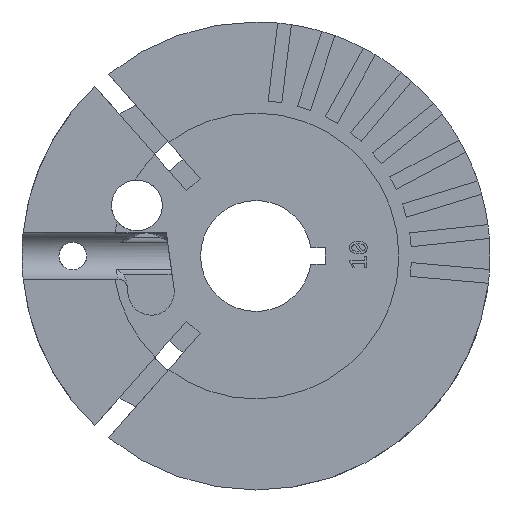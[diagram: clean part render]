
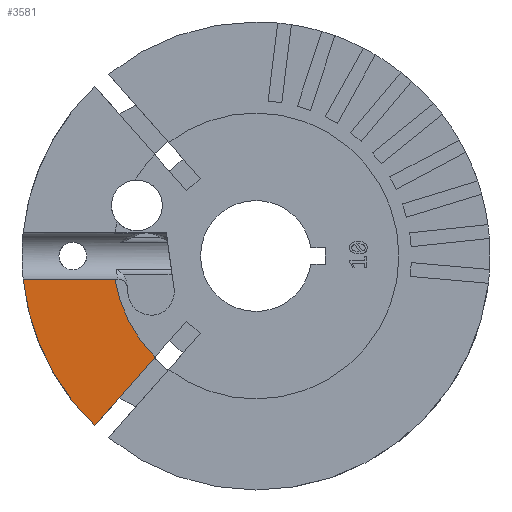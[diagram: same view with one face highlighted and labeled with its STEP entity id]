
A CAD part, left-side view. The second image highlights one B-rep face of the part: STEP entity #3581.
In plain terms, the highlighted planar face has unit normal (-1, 0, 0).
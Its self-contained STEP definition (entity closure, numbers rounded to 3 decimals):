
#35 = ORIENTED_EDGE ( 'NONE', *, *, #5566, .T. ) ;
#82 = AXIS2_PLACEMENT_3D ( 'NONE', #3119, #2809, #4841 ) ;
#442 = DIRECTION ( 'NONE',  ( 0., 1., 0. ) ) ;
#802 = CARTESIAN_POINT ( 'NONE',  ( 1.6, 17.444, -18.359 ) ) ;
#844 = CIRCLE ( 'NONE', #1388, 15.475 ) ;
#910 = DIRECTION ( 'NONE',  ( -1., 0., 0. ) ) ;
#1047 = CARTESIAN_POINT ( 'NONE',  ( 1.6, 25.201, -2.5 ) ) ;
#1048 = FACE_OUTER_BOUND ( 'NONE', #4509, .T. ) ;
#1111 = ORIENTED_EDGE ( 'NONE', *, *, #6686, .T. ) ;
#1276 = PLANE ( 'NONE',  #82 ) ;
#1388 = AXIS2_PLACEMENT_3D ( 'NONE', #5559, #910, #2986 ) ;
#1522 = DIRECTION ( 'NONE',  ( 0., -0.66, 0.752 ) ) ;
#1787 = CIRCLE ( 'NONE', #2328, 25.325 ) ;
#2065 = EDGE_CURVE ( 'NONE', #6484, #2963, #844, .T. ) ;
#2164 = VECTOR ( 'NONE', #1522, 1000. ) ;
#2328 = AXIS2_PLACEMENT_3D ( 'NONE', #5617, #4665, #5248 ) ;
#2809 = DIRECTION ( 'NONE',  ( -1., 0., 0. ) ) ;
#2885 = EDGE_CURVE ( 'NONE', #6484, #5962, #4695, .T. ) ;
#2963 = VERTEX_POINT ( 'NONE', #4295 ) ;
#2986 = DIRECTION ( 'NONE',  ( 0., 0., 1. ) ) ;
#3119 = CARTESIAN_POINT ( 'NONE',  ( 1.6, 0., 0. ) ) ;
#3581 = ADVANCED_FACE ( 'NONE', ( #1048 ), #1276, .T. ) ;
#3608 = CARTESIAN_POINT ( 'NONE',  ( 1.6, 2.597, -2.5 ) ) ;
#3850 = ORIENTED_EDGE ( 'NONE', *, *, #2065, .F. ) ;
#3859 = CARTESIAN_POINT ( 'NONE',  ( 1.6, 15.272, -2.5 ) ) ;
#3888 = CARTESIAN_POINT ( 'NONE',  ( 1.6, 0.752, 0.66 ) ) ;
#4055 = VECTOR ( 'NONE', #442, 1000. ) ;
#4295 = CARTESIAN_POINT ( 'NONE',  ( 1.6, 10.938, -10.947 ) ) ;
#4509 = EDGE_LOOP ( 'NONE', ( #1111, #35, #3850, #5316 ) ) ;
#4665 = DIRECTION ( 'NONE',  ( -1., 0., 0. ) ) ;
#4695 = LINE ( 'NONE', #3608, #4055 ) ;
#4841 = DIRECTION ( 'NONE',  ( 0., 0., 1. ) ) ;
#5173 = VERTEX_POINT ( 'NONE', #802 ) ;
#5248 = DIRECTION ( 'NONE',  ( 0., 0., 1. ) ) ;
#5316 = ORIENTED_EDGE ( 'NONE', *, *, #2885, .T. ) ;
#5559 = CARTESIAN_POINT ( 'NONE',  ( 1.6, 0., 0. ) ) ;
#5566 = EDGE_CURVE ( 'NONE', #5173, #2963, #6038, .T. ) ;
#5617 = CARTESIAN_POINT ( 'NONE',  ( 1.6, 0., 0. ) ) ;
#5962 = VERTEX_POINT ( 'NONE', #1047 ) ;
#6038 = LINE ( 'NONE', #3888, #2164 ) ;
#6484 = VERTEX_POINT ( 'NONE', #3859 ) ;
#6686 = EDGE_CURVE ( 'NONE', #5962, #5173, #1787, .T. ) ;
